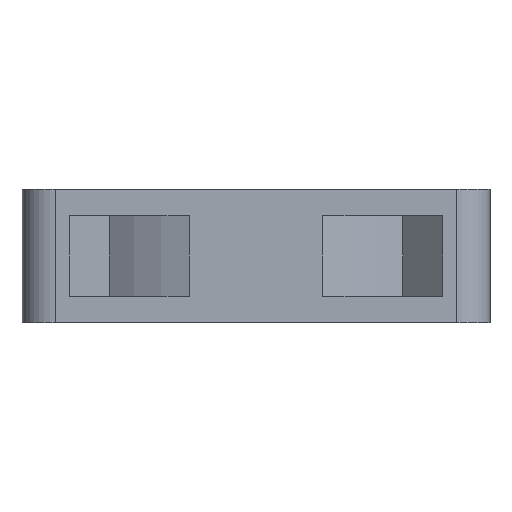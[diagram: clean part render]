
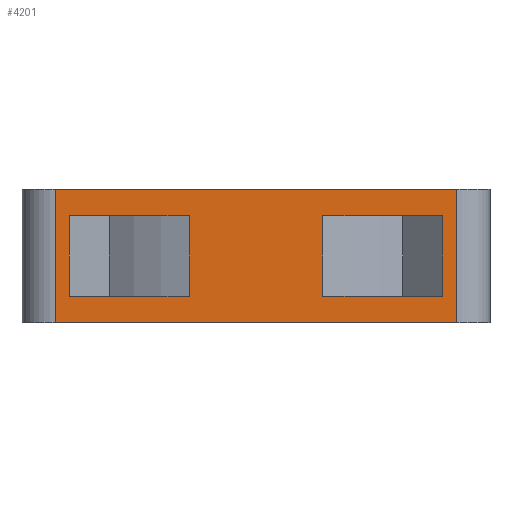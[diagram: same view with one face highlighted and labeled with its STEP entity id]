
A CAD part, left-side view. The second image highlights one B-rep face of the part: STEP entity #4201.
In plain terms, the highlighted planar face has unit normal (-1, 0, 0).
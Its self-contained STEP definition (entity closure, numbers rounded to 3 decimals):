
#309=DIRECTION('',(0.,1.,0.));
#310=VECTOR('',#309,30.);
#311=CARTESIAN_POINT('',(-17.5,-15.,0.));
#312=LINE('',#311,#310);
#687=DIRECTION('',(0.,0.,-1.));
#688=VECTOR('',#687,10.);
#689=CARTESIAN_POINT('',(-17.5,15.,0.));
#690=LINE('',#689,#688);
#695=DIRECTION('',(0.,1.,0.));
#696=VECTOR('',#695,30.);
#697=CARTESIAN_POINT('',(-17.5,-15.,-10.));
#698=LINE('',#697,#696);
#699=DIRECTION('',(0.,0.,1.));
#700=VECTOR('',#699,6.);
#701=CARTESIAN_POINT('',(-17.5,-13.964,-8.));
#702=LINE('',#701,#700);
#703=DIRECTION('',(0.,1.,0.));
#704=VECTOR('',#703,8.965);
#705=CARTESIAN_POINT('',(-17.5,-13.964,-2.));
#706=LINE('',#705,#704);
#707=DIRECTION('',(0.,1.,0.));
#708=VECTOR('',#707,8.965);
#709=CARTESIAN_POINT('',(-17.5,4.999,-2.));
#710=LINE('',#709,#708);
#715=DIRECTION('',(0.,0.,1.));
#716=VECTOR('',#715,10.);
#717=CARTESIAN_POINT('',(-17.5,-15.,-10.));
#718=LINE('',#717,#716);
#1068=DIRECTION('',(0.,1.,0.));
#1069=VECTOR('',#1068,8.965);
#1070=CARTESIAN_POINT('',(-17.5,-13.964,-8.));
#1071=LINE('',#1070,#1069);
#1090=DIRECTION('',(0.,0.,1.));
#1091=VECTOR('',#1090,6.);
#1092=CARTESIAN_POINT('',(-17.5,-4.999,-8.));
#1093=LINE('',#1092,#1091);
#1103=DIRECTION('',(0.,0.,1.));
#1104=VECTOR('',#1103,6.);
#1105=CARTESIAN_POINT('',(-17.5,13.964,-8.));
#1106=LINE('',#1105,#1104);
#1111=DIRECTION('',(0.,0.,-1.));
#1112=VECTOR('',#1111,6.);
#1113=CARTESIAN_POINT('',(-17.5,4.999,-2.));
#1114=LINE('',#1113,#1112);
#1124=DIRECTION('',(0.,1.,0.));
#1125=VECTOR('',#1124,8.965);
#1126=CARTESIAN_POINT('',(-17.5,4.999,-8.));
#1127=LINE('',#1126,#1125);
#2975=CARTESIAN_POINT('',(-17.5,-15.,0.));
#2976=VERTEX_POINT('',#2975);
#2977=CARTESIAN_POINT('',(-17.5,15.,0.));
#2978=VERTEX_POINT('',#2977);
#3083=CARTESIAN_POINT('',(-17.5,15.,-10.));
#3084=VERTEX_POINT('',#3083);
#3085=CARTESIAN_POINT('',(-17.5,-15.,-10.));
#3086=VERTEX_POINT('',#3085);
#3159=CARTESIAN_POINT('',(-17.5,-13.964,-8.));
#3160=CARTESIAN_POINT('',(-17.5,-4.999,-8.));
#3161=VERTEX_POINT('',#3159);
#3162=VERTEX_POINT('',#3160);
#3163=CARTESIAN_POINT('',(-17.5,-13.964,-2.));
#3164=VERTEX_POINT('',#3163);
#3165=CARTESIAN_POINT('',(-17.5,-4.999,-2.));
#3166=VERTEX_POINT('',#3165);
#3167=CARTESIAN_POINT('',(-17.5,4.999,-2.));
#3168=CARTESIAN_POINT('',(-17.5,13.964,-2.));
#3169=VERTEX_POINT('',#3167);
#3170=VERTEX_POINT('',#3168);
#3171=CARTESIAN_POINT('',(-17.5,13.964,-8.));
#3172=VERTEX_POINT('',#3171);
#3173=CARTESIAN_POINT('',(-17.5,4.999,-8.));
#3174=VERTEX_POINT('',#3173);
#4169=CARTESIAN_POINT('',(-17.5,-17.5,0.));
#4170=DIRECTION('',(1.,0.,0.));
#4171=DIRECTION('',(0.,1.,0.));
#4172=AXIS2_PLACEMENT_3D('',#4169,#4170,#4171);
#4173=PLANE('',#4172);
#4174=ORIENTED_EDGE('',*,*,#4161,.F.);
#4175=ORIENTED_EDGE('',*,*,#3815,.F.);
#4177=ORIENTED_EDGE('',*,*,#4176,.F.);
#4178=ORIENTED_EDGE('',*,*,#4033,.T.);
#4179=EDGE_LOOP('',(#4174,#4175,#4177,#4178));
#4180=FACE_OUTER_BOUND('',#4179,.F.);
#4182=ORIENTED_EDGE('',*,*,#4181,.F.);
#4184=ORIENTED_EDGE('',*,*,#4183,.T.);
#4186=ORIENTED_EDGE('',*,*,#4185,.T.);
#4188=ORIENTED_EDGE('',*,*,#4187,.F.);
#4189=EDGE_LOOP('',(#4182,#4184,#4186,#4188));
#4190=FACE_BOUND('',#4189,.F.);
#4192=ORIENTED_EDGE('',*,*,#4191,.T.);
#4194=ORIENTED_EDGE('',*,*,#4193,.F.);
#4196=ORIENTED_EDGE('',*,*,#4195,.F.);
#4198=ORIENTED_EDGE('',*,*,#4197,.F.);
#4199=EDGE_LOOP('',(#4192,#4194,#4196,#4198));
#4200=FACE_BOUND('',#4199,.F.);
#4201=ADVANCED_FACE('',(#4180,#4190,#4200),#4173,.F.);
#3815=EDGE_CURVE('',#2976,#2978,#312,.T.);
#4033=EDGE_CURVE('',#3086,#3084,#698,.T.);
#4161=EDGE_CURVE('',#2978,#3084,#690,.T.);
#4176=EDGE_CURVE('',#3086,#2976,#718,.T.);
#4181=EDGE_CURVE('',#3161,#3162,#1071,.T.);
#4183=EDGE_CURVE('',#3161,#3164,#702,.T.);
#4185=EDGE_CURVE('',#3164,#3166,#706,.T.);
#4187=EDGE_CURVE('',#3162,#3166,#1093,.T.);
#4191=EDGE_CURVE('',#3169,#3170,#710,.T.);
#4193=EDGE_CURVE('',#3172,#3170,#1106,.T.);
#4195=EDGE_CURVE('',#3174,#3172,#1127,.T.);
#4197=EDGE_CURVE('',#3169,#3174,#1114,.T.);
